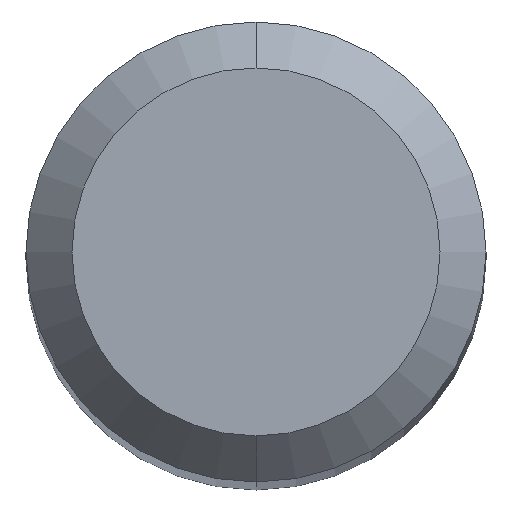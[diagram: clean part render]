
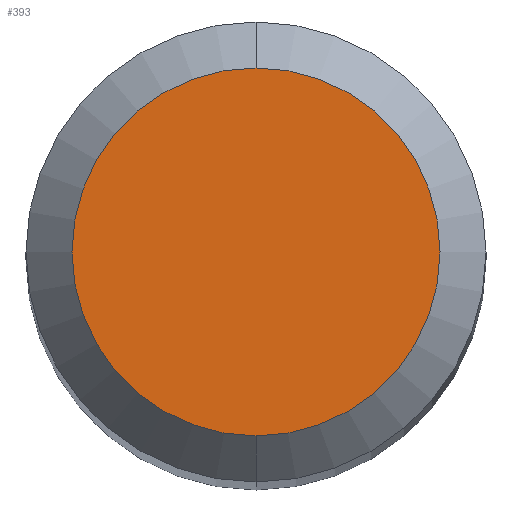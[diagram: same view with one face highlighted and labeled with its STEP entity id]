
A CAD part, top view. The second image highlights one B-rep face of the part: STEP entity #393.
In plain terms, the highlighted planar face has unit normal (0, 0, 1).
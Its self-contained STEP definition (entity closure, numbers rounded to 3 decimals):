
#181=VERTEX_POINT('',#488);
#217=EDGE_CURVE('',#325,#181,#525,.T.);
#325=VERTEX_POINT('',#645);
#393=ADVANCED_FACE('',(#724),#725,.T.);
#429=EDGE_CURVE('',#181,#325,#763,.T.);
#488=CARTESIAN_POINT('',(0.,-1.2,0.0));
#525=CIRCLE('',#909,1.2);
#645=CARTESIAN_POINT('',(0.0,1.2,0.0));
#724=FACE_OUTER_BOUND('',#1282,.T.);
#725=PLANE('',#1283);
#763=CIRCLE('',#1364,1.2);
#909=AXIS2_PLACEMENT_3D('',#1469,#1470,#1471);
#1282=EDGE_LOOP('',(#1725,#1726));
#1283=AXIS2_PLACEMENT_3D('',#1727,#1728,#1729);
#1364=AXIS2_PLACEMENT_3D('',#1761,#1762,#1763);
#1469=CARTESIAN_POINT('',(0.0,0.0,0.0));
#1470=DIRECTION('',(0.0,0.0,-1.0));
#1471=DIRECTION('',(0.0,1.0,0.0));
#1725=ORIENTED_EDGE('',*,*,#217,.F.);
#1726=ORIENTED_EDGE('',*,*,#429,.F.);
#1727=CARTESIAN_POINT('',(0.0,0.6,0.0));
#1728=DIRECTION('',(-0.0,0.0,1.0));
#1729=DIRECTION('',(0.0,-1.0,0.0));
#1761=CARTESIAN_POINT('',(0.0,0.0,0.0));
#1762=DIRECTION('',(0.0,0.0,-1.0));
#1763=DIRECTION('',(0.0,1.0,0.0));
